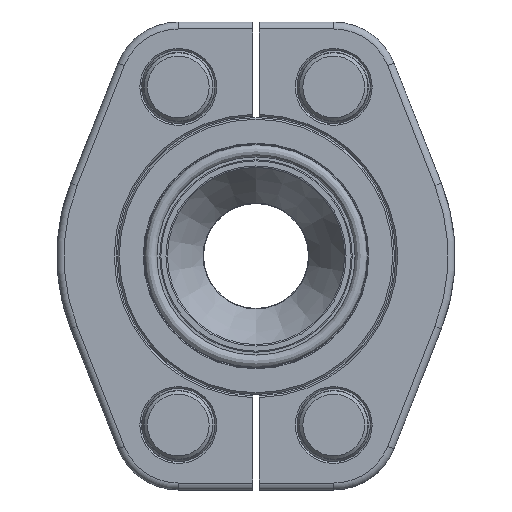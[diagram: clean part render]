
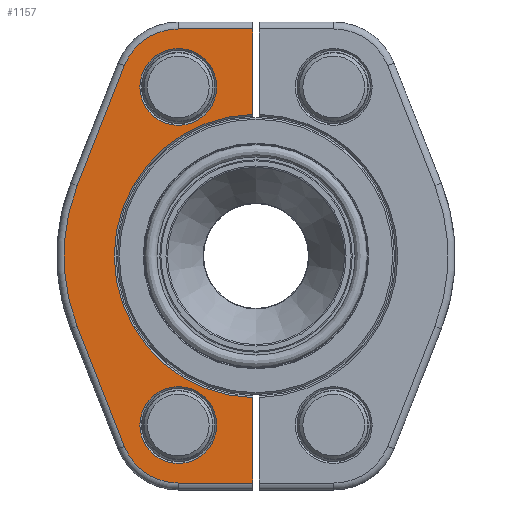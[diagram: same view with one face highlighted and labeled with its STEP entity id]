
A CAD part, left-side view. The second image highlights one B-rep face of the part: STEP entity #1157.
In plain terms, the highlighted face is planar.
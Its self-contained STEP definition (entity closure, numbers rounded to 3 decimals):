
#1072=FACE_BOUND('',#1427,.T.);
#1073=FACE_BOUND('',#1428,.T.);
#1074=FACE_BOUND('',#1429,.T.);
#1157=ADVANCED_FACE('',(#1072,#1073,#1074),#1251,.T.);
#1251=PLANE('',#2674);
#1427=EDGE_LOOP('',(#1785));
#1428=EDGE_LOOP('',(#1786));
#1429=EDGE_LOOP('',(#1787,#1788,#1789,#1790,#1791,#1792,#1793,#1794,#1795,
#1796));
#1572=CIRCLE('',#2668,11.);
#1573=CIRCLE('',#2669,11.);
#1574=CIRCLE('',#2670,40.575);
#1575=CIRCLE('',#2671,16.6);
#1576=CIRCLE('',#2672,55.);
#1577=CIRCLE('',#2673,16.6);
#1785=ORIENTED_EDGE('',*,*,#2311,.T.);
#1786=ORIENTED_EDGE('',*,*,#2312,.T.);
#1787=ORIENTED_EDGE('',*,*,#2313,.T.);
#1788=ORIENTED_EDGE('',*,*,#2314,.T.);
#1789=ORIENTED_EDGE('',*,*,#2315,.T.);
#1790=ORIENTED_EDGE('',*,*,#2316,.T.);
#1791=ORIENTED_EDGE('',*,*,#2317,.T.);
#1792=ORIENTED_EDGE('',*,*,#2318,.T.);
#1793=ORIENTED_EDGE('',*,*,#2319,.T.);
#1794=ORIENTED_EDGE('',*,*,#2320,.T.);
#1795=ORIENTED_EDGE('',*,*,#2321,.T.);
#1796=ORIENTED_EDGE('',*,*,#2322,.T.);
#2152=VERTEX_POINT('',#3692);
#2153=VERTEX_POINT('',#3694);
#2154=VERTEX_POINT('',#3696);
#2155=VERTEX_POINT('',#3697);
#2156=VERTEX_POINT('',#3699);
#2157=VERTEX_POINT('',#3701);
#2158=VERTEX_POINT('',#3703);
#2159=VERTEX_POINT('',#3705);
#2160=VERTEX_POINT('',#3707);
#2161=VERTEX_POINT('',#3709);
#2162=VERTEX_POINT('',#3711);
#2163=VERTEX_POINT('',#3713);
#2311=EDGE_CURVE('',#2152,#2152,#1572,.T.);
#2312=EDGE_CURVE('',#2153,#2153,#1573,.T.);
#2313=EDGE_CURVE('',#2154,#2155,#2468,.T.);
#2314=EDGE_CURVE('',#2155,#2156,#2469,.T.);
#2315=EDGE_CURVE('',#2156,#2157,#1574,.T.);
#2316=EDGE_CURVE('',#2157,#2158,#2470,.T.);
#2317=EDGE_CURVE('',#2158,#2159,#2471,.T.);
#2318=EDGE_CURVE('',#2159,#2160,#1575,.T.);
#2319=EDGE_CURVE('',#2160,#2161,#2472,.T.);
#2320=EDGE_CURVE('',#2161,#2162,#1576,.T.);
#2321=EDGE_CURVE('',#2162,#2163,#2473,.T.);
#2322=EDGE_CURVE('',#2163,#2154,#1577,.T.);
#2468=LINE('',#3695,#2530);
#2469=LINE('',#3698,#2531);
#2470=LINE('',#3702,#2532);
#2471=LINE('',#3704,#2533);
#2472=LINE('',#3708,#2534);
#2473=LINE('',#3712,#2535);
#2530=VECTOR('',#3054,1.);
#2531=VECTOR('',#3055,1.);
#2532=VECTOR('',#3058,1.);
#2533=VECTOR('',#3059,1.);
#2534=VECTOR('',#3062,1.);
#2535=VECTOR('',#3065,1.);
#2668=AXIS2_PLACEMENT_3D('',#3691,#3050,#3051);
#2669=AXIS2_PLACEMENT_3D('',#3693,#3052,#3053);
#2670=AXIS2_PLACEMENT_3D('',#3700,#3056,#3057);
#2671=AXIS2_PLACEMENT_3D('',#3706,#3060,#3061);
#2672=AXIS2_PLACEMENT_3D('',#3710,#3063,#3064);
#2673=AXIS2_PLACEMENT_3D('',#3714,#3066,#3067);
#2674=AXIS2_PLACEMENT_3D('',#3715,#3068,#3069);
#3050=DIRECTION('',(0.,0.,1.));
#3051=DIRECTION('',(-1.,0.,0.));
#3052=DIRECTION('',(0.,0.,1.));
#3053=DIRECTION('',(-1.,0.,0.));
#3054=DIRECTION('',(0.,-1.,0.));
#3055=DIRECTION('',(-1.,0.,0.));
#3056=DIRECTION('',(0.,0.,1.));
#3057=DIRECTION('',(-1.,0.,0.));
#3058=DIRECTION('',(-1.,0.,0.));
#3059=DIRECTION('',(0.,1.,0.));
#3060=DIRECTION('',(0.,0.,-1.));
#3061=DIRECTION('',(-1.,0.,0.));
#3062=DIRECTION('',(0.931,0.365,0.));
#3063=DIRECTION('',(0.,0.,-1.));
#3064=DIRECTION('',(-1.,0.,0.));
#3065=DIRECTION('',(0.931,-0.365,0.));
#3066=DIRECTION('',(0.,0.,-1.));
#3067=DIRECTION('',(-1.,0.,0.));
#3068=DIRECTION('',(0.,0.,-1.));
#3069=DIRECTION('',(-1.,0.,0.));
#3691=CARTESIAN_POINT('',(-48.4,22.25,0.));
#3692=CARTESIAN_POINT('',(-59.4,22.25,0.));
#3693=CARTESIAN_POINT('',(48.4,22.25,0.));
#3694=CARTESIAN_POINT('',(37.4,22.25,0.));
#3695=CARTESIAN_POINT('',(65.,-22.25,0.));
#3696=CARTESIAN_POINT('',(65.,22.25,0.));
#3697=CARTESIAN_POINT('',(65.,1.,0.));
#3698=CARTESIAN_POINT('',(76.,1.,0.));
#3699=CARTESIAN_POINT('',(40.563,1.,0.));
#3700=CARTESIAN_POINT('',(0.,0.,0.));
#3701=CARTESIAN_POINT('',(-40.563,1.,0.));
#3702=CARTESIAN_POINT('',(76.,1.,0.));
#3703=CARTESIAN_POINT('',(-65.,1.,0.));
#3704=CARTESIAN_POINT('',(-65.,-22.25,0.));
#3705=CARTESIAN_POINT('',(-65.,22.25,0.));
#3706=CARTESIAN_POINT('',(-48.4,22.25,0.));
#3707=CARTESIAN_POINT('',(-54.467,37.702,0.));
#3708=CARTESIAN_POINT('',(14.264,64.688,0.));
#3709=CARTESIAN_POINT('',(-20.101,51.195,0.));
#3710=CARTESIAN_POINT('',(0.,0.,0.));
#3711=CARTESIAN_POINT('',(20.101,51.195,0.));
#3712=CARTESIAN_POINT('',(69.606,31.757,0.));
#3713=CARTESIAN_POINT('',(54.467,37.702,0.));
#3714=CARTESIAN_POINT('',(48.4,22.25,0.));
#3715=CARTESIAN_POINT('',(48.4,-22.25,0.));
